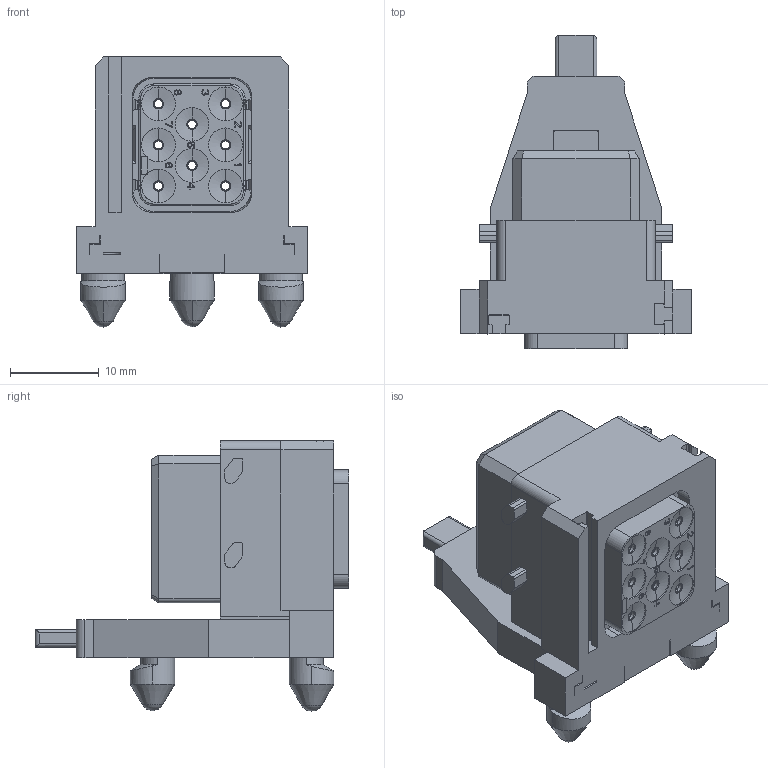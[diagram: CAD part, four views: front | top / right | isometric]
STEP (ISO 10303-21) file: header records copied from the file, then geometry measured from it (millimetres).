
FILE_DESCRIPTION((''),'2;1');
FILE_NAME('35599125000','2020-02-20T',('presta_be4'),(''),'CREO PARAMETRIC BY PTC INC, 2018360','CREO PARAMETRIC BY PTC INC, 2018360','');
FILE_SCHEMA(('CONFIG_CONTROL_DESIGN'));
Products named in the file (1): 35599125000
Bounding box: 26 x 35.29 x 30.4 mm (x, y, z)
Volume: 7149.7 mm3; surface area: 8649.5 mm2
Topology: 1 solids, 1 shells, 2443 faces, 6111 edges, 3739 vertices
Faces by surface type: plane 1044, cylinder 462, torus 320, bspline 306, cone 241, sphere 70
Entity records: 101400 total; most frequent: CARTESIAN_POINT 45490, ORIENTED_EDGE 12210, DIRECTION 10936, EDGE_CURVE 6105, AXIS2_PLACEMENT_3D 3873, VERTEX_POINT 3739, VECTOR 3190, LINE 3190
